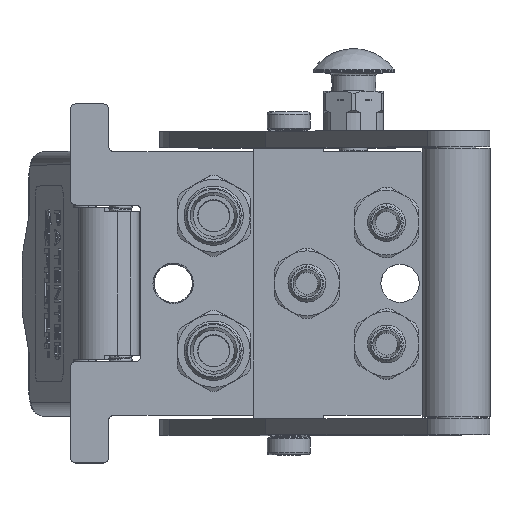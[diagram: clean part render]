
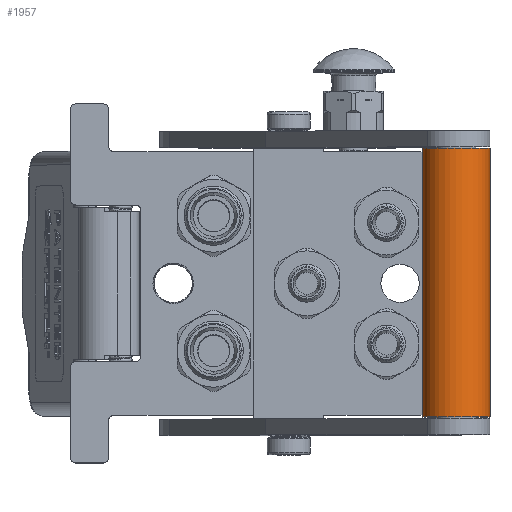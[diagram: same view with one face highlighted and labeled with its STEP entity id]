
A CAD part, top view. The second image highlights one B-rep face of the part: STEP entity #1957.
In plain terms, the highlighted cylindrical face has radius 12.5 mm (diameter 25 mm), a partial arc.
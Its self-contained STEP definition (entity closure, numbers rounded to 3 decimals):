
#579 = AXIS2_PLACEMENT_3D ( 'NONE', #61462, #13623, #92480 ) ;
#1124 = AXIS2_PLACEMENT_3D ( 'NONE', #100265, #81426, #91033 ) ;
#1957 = ADVANCED_FACE ( 'NONE', ( #37957 ), #14008, .T. ) ;
#5326 = ORIENTED_EDGE ( 'NONE', *, *, #90738, .T. ) ;
#6421 = ORIENTED_EDGE ( 'NONE', *, *, #35404, .F. ) ;
#9457 = DIRECTION ( 'NONE',  ( -1., 0., 0. ) ) ;
#10592 = DIRECTION ( 'NONE',  ( -1., 0., 0. ) ) ;
#11599 = CARTESIAN_POINT ( 'NONE',  ( 4.5, 0., -12.5 ) ) ;
#12845 = VECTOR ( 'NONE', #10592, 1000. ) ;
#13623 = DIRECTION ( 'NONE',  ( -1., 0., 0. ) ) ;
#14008 = CYLINDRICAL_SURFACE ( 'NONE', #1124, 12.5 ) ;
#15492 = EDGE_CURVE ( 'NONE', #111467, #27894, #101860, .T. ) ;
#23292 = EDGE_LOOP ( 'NONE', ( #78894, #5326, #98655, #6421 ) ) ;
#27894 = VERTEX_POINT ( 'NONE', #77651 ) ;
#29385 = CARTESIAN_POINT ( 'NONE',  ( 104., 0., -12.5 ) ) ;
#35404 = EDGE_CURVE ( 'NONE', #111467, #119727, #38375, .T. ) ;
#37957 = FACE_OUTER_BOUND ( 'NONE', #23292, .T. ) ;
#38375 = LINE ( 'NONE', #86956, #12845 ) ;
#50334 = CIRCLE ( 'NONE', #579, 12.5 ) ;
#56024 = EDGE_CURVE ( 'NONE', #119727, #98362, #50334, .T. ) ;
#60824 = AXIS2_PLACEMENT_3D ( 'NONE', #106394, #9457, #116010 ) ;
#60903 = VECTOR ( 'NONE', #121713, 1000. ) ;
#61462 = CARTESIAN_POINT ( 'NONE',  ( 4.5, 0., 0. ) ) ;
#74214 = CARTESIAN_POINT ( 'NONE',  ( 104., 0., 12.5 ) ) ;
#77651 = CARTESIAN_POINT ( 'NONE',  ( 104., 0., 12.5 ) ) ;
#78894 = ORIENTED_EDGE ( 'NONE', *, *, #15492, .T. ) ;
#81426 = DIRECTION ( 'NONE',  ( -1., 0., 0. ) ) ;
#86956 = CARTESIAN_POINT ( 'NONE',  ( 104., 0., -12.5 ) ) ;
#90738 = EDGE_CURVE ( 'NONE', #27894, #98362, #101450, .T. ) ;
#91033 = DIRECTION ( 'NONE',  ( 0., 0., 1. ) ) ;
#92480 = DIRECTION ( 'NONE',  ( 0., 0., -1. ) ) ;
#98362 = VERTEX_POINT ( 'NONE', #108337 ) ;
#98655 = ORIENTED_EDGE ( 'NONE', *, *, #56024, .F. ) ;
#100265 = CARTESIAN_POINT ( 'NONE',  ( -5.425, 0., 0. ) ) ;
#101450 = LINE ( 'NONE', #74214, #60903 ) ;
#101860 = CIRCLE ( 'NONE', #60824, 12.5 ) ;
#106394 = CARTESIAN_POINT ( 'NONE',  ( 104., 0., 0. ) ) ;
#108337 = CARTESIAN_POINT ( 'NONE',  ( 4.5, 0., 12.5 ) ) ;
#111467 = VERTEX_POINT ( 'NONE', #29385 ) ;
#116010 = DIRECTION ( 'NONE',  ( 0., 0., -1. ) ) ;
#119727 = VERTEX_POINT ( 'NONE', #11599 ) ;
#121713 = DIRECTION ( 'NONE',  ( -1., 0., 0. ) ) ;
